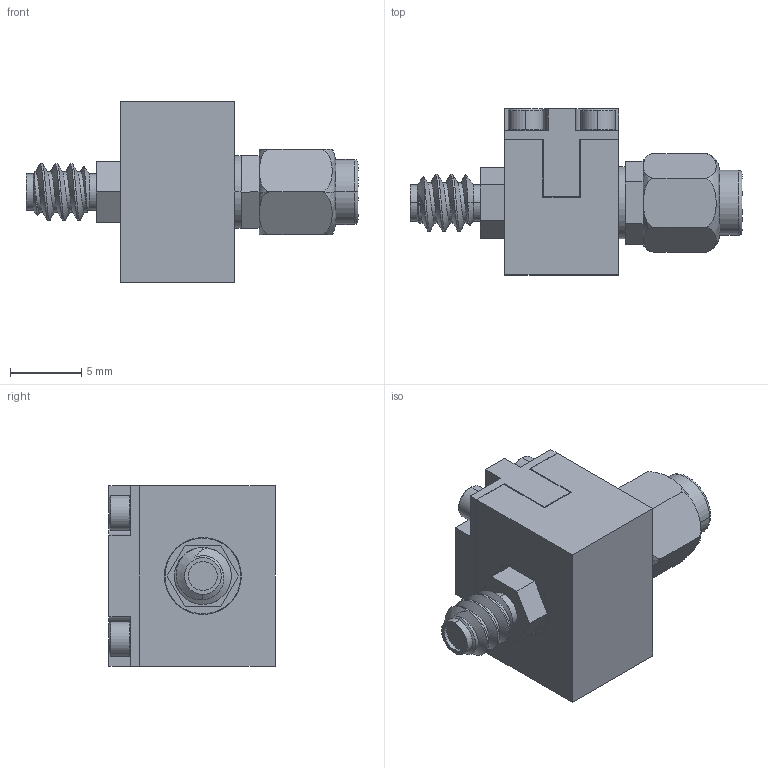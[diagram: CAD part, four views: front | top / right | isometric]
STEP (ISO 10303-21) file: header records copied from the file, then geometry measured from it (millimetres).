
FILE_DESCRIPTION (( 'STEP AP214' ), '1' );
FILE_NAME ('FMAT7454-3_3D.step', '2023-03-24T16:50:28', ( '' ), ( '' ), 'SwSTEP 2.0', 'SolidWorks 2022', '' );
FILE_SCHEMA (( 'AUTOMOTIVE_DESIGN' ));
Length unit declared in the file: inch
Products named in the file (1): FMAT7454-3_3D
Bounding box: 23.34 x 11.68 x 12.7 mm (x, y, z)
Volume: 1286.3 mm3; surface area: 1752.1 mm2
Topology: 8 solids, 8 shells, 238 faces, 530 edges, 321 vertices
Faces by surface type: plane 124, cylinder 51, cone 49, bspline 14
Entity records: 8179 total; most frequent: CARTESIAN_POINT 2884, ORIENTED_EDGE 1060, DIRECTION 1053, EDGE_CURVE 530, AXIS2_PLACEMENT_3D 377, VERTEX_POINT 321, VECTOR 299, LINE 299
